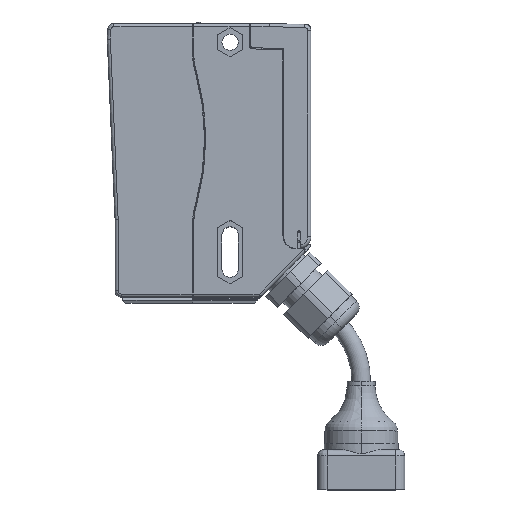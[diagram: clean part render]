
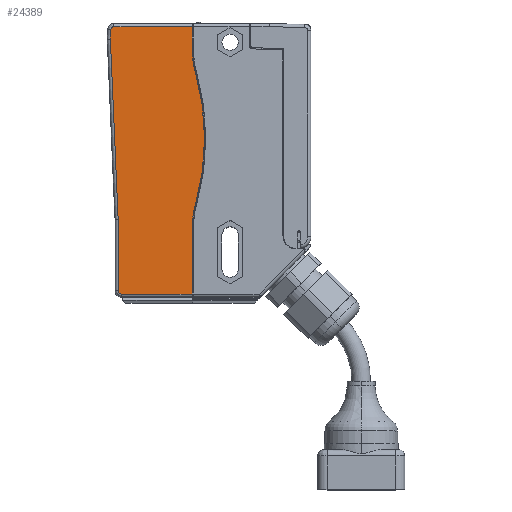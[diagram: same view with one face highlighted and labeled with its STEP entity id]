
A CAD part, top view. The second image highlights one B-rep face of the part: STEP entity #24389.
In plain terms, the highlighted planar face has unit normal (0, 0, 1).
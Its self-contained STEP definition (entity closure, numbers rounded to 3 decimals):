
#2798=DIRECTION('',(1.,0.,0.));
#2799=VECTOR('',#2798,22.8);
#2800=CARTESIAN_POINT('',(-28.,-65.,12.9));
#2801=LINE('',#2800,#2799);
#2806=CARTESIAN_POINT('',(25.,14.,12.9));
#2807=DIRECTION('',(0.,0.,1.));
#2808=DIRECTION('',(-1.,0.,0.));
#2809=AXIS2_PLACEMENT_3D('',#2806,#2807,#2808);
#2811=CARTESIAN_POINT('',(-78.125,-15.,12.9));
#2812=DIRECTION('',(0.,0.,-1.));
#2813=DIRECTION('',(0.963,0.271,0.));
#2814=AXIS2_PLACEMENT_3D('',#2811,#2812,#2813);
#2816=CARTESIAN_POINT('',(25.,-44.,12.9));
#2817=DIRECTION('',(0.,0.,1.));
#2818=DIRECTION('',(-0.963,0.271,0.));
#2819=AXIS2_PLACEMENT_3D('',#2816,#2817,#2818);
#2821=DIRECTION('',(0.,-1.,0.));
#2822=VECTOR('',#2821,21.);
#2823=CARTESIAN_POINT('',(-5.2,-44.,12.9));
#2824=LINE('',#2823,#2822);
#2825=CARTESIAN_POINT('',(-28.,-64.,12.9));
#2826=DIRECTION('',(0.,0.,-1.));
#2827=DIRECTION('',(0.,-1.,0.));
#2828=AXIS2_PLACEMENT_3D('',#2825,#2826,#2827);
#2830=DIRECTION('',(-0.043,0.999,0.));
#2831=VECTOR('',#2830,58.028);
#2832=CARTESIAN_POINT('',(-29.,-40.978,12.9));
#2833=LINE('',#2832,#2831);
#2834=DIRECTION('',(0.052,0.999,0.));
#2835=VECTOR('',#2834,3.061);
#2836=CARTESIAN_POINT('',(-31.499,16.995,12.9));
#2837=LINE('',#2836,#2835);
#2838=CARTESIAN_POINT('',(-30.34,20.,12.9));
#2839=DIRECTION('',(0.,0.,-1.));
#2840=DIRECTION('',(-0.999,0.052,0.));
#2841=AXIS2_PLACEMENT_3D('',#2838,#2839,#2840);
#2843=DIRECTION('',(-1.,0.,0.));
#2844=VECTOR('',#2843,25.14);
#2845=CARTESIAN_POINT('',(-5.2,21.,12.9));
#2846=LINE('',#2845,#2844);
#2892=DIRECTION('',(0.,-1.,0.));
#2893=VECTOR('',#2892,23.022);
#2894=CARTESIAN_POINT('',(-29.,-40.978,12.9));
#2895=LINE('',#2894,#2893);
#10936=DIRECTION('',(0.,1.,0.));
#10937=VECTOR('',#10936,7.);
#10938=CARTESIAN_POINT('',(-5.2,14.,12.9));
#10939=LINE('',#10938,#10937);
#18614=CARTESIAN_POINT('',(-5.2,21.,12.9));
#18615=CARTESIAN_POINT('',(-30.34,21.,12.9));
#18616=VERTEX_POINT('',#18614);
#18617=VERTEX_POINT('',#18615);
#18618=CARTESIAN_POINT('',(-5.2,14.,12.9));
#18619=VERTEX_POINT('',#18618);
#18620=CARTESIAN_POINT('',(-4.072,5.825,12.9));
#18621=VERTEX_POINT('',#18620);
#18622=CARTESIAN_POINT('',(-4.072,-35.825,12.9));
#18623=VERTEX_POINT('',#18622);
#18624=CARTESIAN_POINT('',(-5.2,-44.,12.9));
#18625=VERTEX_POINT('',#18624);
#18626=CARTESIAN_POINT('',(-5.2,-65.,12.9));
#18627=VERTEX_POINT('',#18626);
#18628=CARTESIAN_POINT('',(-28.,-65.,12.9));
#18629=VERTEX_POINT('',#18628);
#18630=CARTESIAN_POINT('',(-29.,-64.,12.9));
#18631=VERTEX_POINT('',#18630);
#18632=CARTESIAN_POINT('',(-29.,-40.978,12.9));
#18633=VERTEX_POINT('',#18632);
#18634=CARTESIAN_POINT('',(-31.499,16.995,12.9));
#18635=VERTEX_POINT('',#18634);
#18636=CARTESIAN_POINT('',(-31.339,20.052,12.9));
#18637=VERTEX_POINT('',#18636);
#24359=CARTESIAN_POINT('',(-30.,2.,12.9));
#24360=DIRECTION('',(0.,0.,1.));
#24361=DIRECTION('',(1.,0.,0.));
#24362=AXIS2_PLACEMENT_3D('',#24359,#24360,#24361);
#24363=PLANE('',#24362);
#24365=ORIENTED_EDGE('',*,*,#24364,.F.);
#24367=ORIENTED_EDGE('',*,*,#24366,.F.);
#24369=ORIENTED_EDGE('',*,*,#24368,.T.);
#24371=ORIENTED_EDGE('',*,*,#24370,.T.);
#24373=ORIENTED_EDGE('',*,*,#24372,.T.);
#24375=ORIENTED_EDGE('',*,*,#24374,.T.);
#24376=ORIENTED_EDGE('',*,*,#24342,.F.);
#24378=ORIENTED_EDGE('',*,*,#24377,.T.);
#24380=ORIENTED_EDGE('',*,*,#24379,.F.);
#24382=ORIENTED_EDGE('',*,*,#24381,.T.);
#24384=ORIENTED_EDGE('',*,*,#24383,.T.);
#24386=ORIENTED_EDGE('',*,*,#24385,.T.);
#24387=EDGE_LOOP('',(#24365,#24367,#24369,#24371,#24373,#24375,#24376,#24378,
#24380,#24382,#24384,#24386));
#24388=FACE_OUTER_BOUND('',#24387,.F.);
#24389=ADVANCED_FACE('',(#24388),#24363,.T.);
#2810=CIRCLE('',#2809,30.2);
#2815=CIRCLE('',#2814,76.925);
#2820=CIRCLE('',#2819,30.2);
#2829=CIRCLE('',#2828,1.);
#2842=CIRCLE('',#2841,1.);
#24342=EDGE_CURVE('',#18629,#18627,#2801,.T.);
#24364=EDGE_CURVE('',#18616,#18617,#2846,.T.);
#24366=EDGE_CURVE('',#18619,#18616,#10939,.T.);
#24368=EDGE_CURVE('',#18619,#18621,#2810,.T.);
#24370=EDGE_CURVE('',#18621,#18623,#2815,.T.);
#24372=EDGE_CURVE('',#18623,#18625,#2820,.T.);
#24374=EDGE_CURVE('',#18625,#18627,#2824,.T.);
#24377=EDGE_CURVE('',#18629,#18631,#2829,.T.);
#24379=EDGE_CURVE('',#18633,#18631,#2895,.T.);
#24381=EDGE_CURVE('',#18633,#18635,#2833,.T.);
#24383=EDGE_CURVE('',#18635,#18637,#2837,.T.);
#24385=EDGE_CURVE('',#18637,#18617,#2842,.T.);
